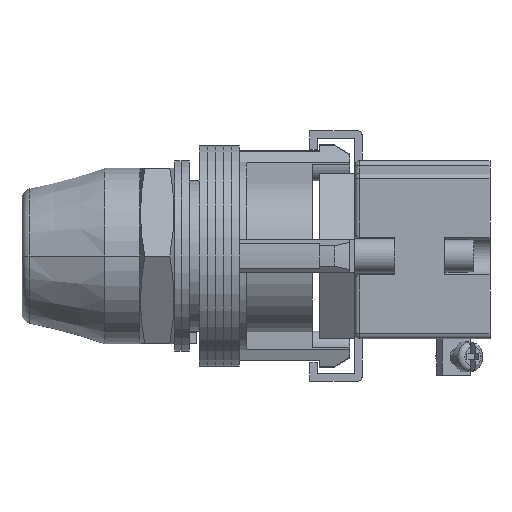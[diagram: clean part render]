
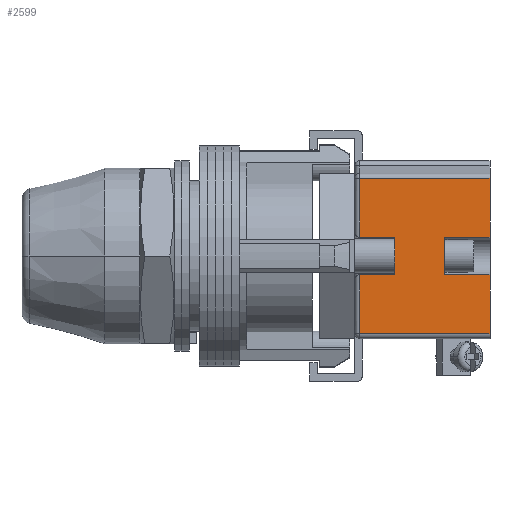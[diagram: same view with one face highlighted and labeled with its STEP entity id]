
A CAD part, left-side view. The second image highlights one B-rep face of the part: STEP entity #2599.
In plain terms, the highlighted planar face has unit normal (-1, 0, 0).
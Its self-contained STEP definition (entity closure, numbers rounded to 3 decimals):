
#131 = CARTESIAN_POINT ( 'NONE',  ( -21.25, -31.1, 0. ) ) ;
#317 = VERTEX_POINT ( 'NONE', #12378 ) ;
#397 = VECTOR ( 'NONE', #1737, 1000. ) ;
#597 = LINE ( 'NONE', #1072, #1074 ) ;
#604 = EDGE_CURVE ( 'NONE', #1865, #5044, #2197, .T. ) ;
#660 = CARTESIAN_POINT ( 'NONE',  ( -21.25, -50.1, -16.5 ) ) ;
#724 = CARTESIAN_POINT ( 'NONE',  ( -21.25, -50.1, -15.5 ) ) ;
#746 = ORIENTED_EDGE ( 'NONE', *, *, #604, .F. ) ;
#760 = CARTESIAN_POINT ( 'NONE',  ( -21.25, -41.1, 3.75 ) ) ;
#851 = LINE ( 'NONE', #3602, #8023 ) ;
#859 = EDGE_CURVE ( 'NONE', #8709, #8912, #12690, .T. ) ;
#948 = LINE ( 'NONE', #1812, #2872 ) ;
#987 = DIRECTION ( 'NONE',  ( 0., 0., -1. ) ) ;
#990 = LINE ( 'NONE', #11200, #7515 ) ;
#1072 = CARTESIAN_POINT ( 'NONE',  ( -21.25, -50.1, -15.5 ) ) ;
#1074 = VECTOR ( 'NONE', #5093, 1000. ) ;
#1519 = VERTEX_POINT ( 'NONE', #5755 ) ;
#1577 = VECTOR ( 'NONE', #11814, 1000. ) ;
#1708 = DIRECTION ( 'NONE',  ( 0., 0., -1. ) ) ;
#1737 = DIRECTION ( 'NONE',  ( 0., 0., -1. ) ) ;
#1812 = CARTESIAN_POINT ( 'NONE',  ( -21.25, -50.1, -16.5 ) ) ;
#1865 = VERTEX_POINT ( 'NONE', #2398 ) ;
#2071 = EDGE_CURVE ( 'NONE', #8882, #1519, #10701, .T. ) ;
#2086 = EDGE_CURVE ( 'NONE', #5044, #8814, #851, .T. ) ;
#2197 = LINE ( 'NONE', #3556, #1577 ) ;
#2398 = CARTESIAN_POINT ( 'NONE',  ( -21.25, -41.1, 3.75 ) ) ;
#2599 = ADVANCED_FACE ( 'NONE', ( #4815 ), #11827, .F. ) ;
#2608 = CARTESIAN_POINT ( 'NONE',  ( -21.25, -50.1, 15.5 ) ) ;
#2675 = ORIENTED_EDGE ( 'NONE', *, *, #859, .T. ) ;
#2752 = VERTEX_POINT ( 'NONE', #5246 ) ;
#2872 = VECTOR ( 'NONE', #5871, 1000. ) ;
#3336 = ORIENTED_EDGE ( 'NONE', *, *, #9437, .T. ) ;
#3347 = EDGE_CURVE ( 'NONE', #317, #9067, #13078, .T. ) ;
#3396 = AXIS2_PLACEMENT_3D ( 'NONE', #9872, #10952, #12919 ) ;
#3430 = DIRECTION ( 'NONE',  ( 0., -1., 0. ) ) ;
#3556 = CARTESIAN_POINT ( 'NONE',  ( -21.25, -41.1, 3.75 ) ) ;
#3602 = CARTESIAN_POINT ( 'NONE',  ( -21.25, -41.1, -3.75 ) ) ;
#3698 = CARTESIAN_POINT ( 'NONE',  ( -21.25, -24.1, -16.5 ) ) ;
#3714 = VERTEX_POINT ( 'NONE', #12685 ) ;
#3763 = EDGE_LOOP ( 'NONE', ( #9684, #7221, #746, #4452, #5015, #11402, #11172, #7765, #7742, #12514, #2675, #3336 ) ) ;
#4173 = VECTOR ( 'NONE', #6457, 1000. ) ;
#4452 = ORIENTED_EDGE ( 'NONE', *, *, #7202, .T. ) ;
#4546 = VECTOR ( 'NONE', #987, 1000. ) ;
#4790 = DIRECTION ( 'NONE',  ( 0., -1., 0. ) ) ;
#4815 = FACE_OUTER_BOUND ( 'NONE', #3763, .T. ) ;
#4969 = CARTESIAN_POINT ( 'NONE',  ( -21.25, -50.1, -3.75 ) ) ;
#4984 = CARTESIAN_POINT ( 'NONE',  ( -21.25, -31.1, 3.75 ) ) ;
#4990 = VECTOR ( 'NONE', #8767, 1000. ) ;
#5015 = ORIENTED_EDGE ( 'NONE', *, *, #7833, .F. ) ;
#5044 = VERTEX_POINT ( 'NONE', #5668 ) ;
#5093 = DIRECTION ( 'NONE',  ( 0., -1., 0. ) ) ;
#5095 = DIRECTION ( 'NONE',  ( 0., 1., 0. ) ) ;
#5246 = CARTESIAN_POINT ( 'NONE',  ( -21.25, -31.1, -3.75 ) ) ;
#5477 = EDGE_CURVE ( 'NONE', #2752, #317, #10426, .T. ) ;
#5668 = CARTESIAN_POINT ( 'NONE',  ( -21.25, -41.1, -3.75 ) ) ;
#5728 = EDGE_CURVE ( 'NONE', #1519, #9067, #8043, .T. ) ;
#5755 = CARTESIAN_POINT ( 'NONE',  ( -21.25, -24.1, 15.5 ) ) ;
#5871 = DIRECTION ( 'NONE',  ( 0., 0., -1. ) ) ;
#5998 = CARTESIAN_POINT ( 'NONE',  ( -21.25, -24.1, -16.5 ) ) ;
#6190 = CARTESIAN_POINT ( 'NONE',  ( -21.25, -24.1, -15.5 ) ) ;
#6457 = DIRECTION ( 'NONE',  ( 0., 1., 0. ) ) ;
#7202 = EDGE_CURVE ( 'NONE', #1865, #3714, #11164, .T. ) ;
#7221 = ORIENTED_EDGE ( 'NONE', *, *, #2086, .F. ) ;
#7515 = VECTOR ( 'NONE', #5095, 1000. ) ;
#7571 = CARTESIAN_POINT ( 'NONE',  ( -21.25, -24.1, 3.75 ) ) ;
#7742 = ORIENTED_EDGE ( 'NONE', *, *, #5477, .F. ) ;
#7765 = ORIENTED_EDGE ( 'NONE', *, *, #3347, .F. ) ;
#7833 = EDGE_CURVE ( 'NONE', #8882, #3714, #948, .T. ) ;
#8023 = VECTOR ( 'NONE', #3430, 1000. ) ;
#8043 = LINE ( 'NONE', #3698, #397 ) ;
#8328 = VECTOR ( 'NONE', #12111, 1000. ) ;
#8709 = VERTEX_POINT ( 'NONE', #10954 ) ;
#8767 = DIRECTION ( 'NONE',  ( 0., 0., 1. ) ) ;
#8799 = VERTEX_POINT ( 'NONE', #724 ) ;
#8814 = VERTEX_POINT ( 'NONE', #4969 ) ;
#8882 = VERTEX_POINT ( 'NONE', #12142 ) ;
#8912 = VERTEX_POINT ( 'NONE', #6190 ) ;
#9067 = VERTEX_POINT ( 'NONE', #7571 ) ;
#9437 = EDGE_CURVE ( 'NONE', #8912, #8799, #597, .T. ) ;
#9684 = ORIENTED_EDGE ( 'NONE', *, *, #12246, .F. ) ;
#9872 = CARTESIAN_POINT ( 'NONE',  ( -21.25, -50.1, -16.5 ) ) ;
#10190 = VECTOR ( 'NONE', #1708, 1000. ) ;
#10217 = VECTOR ( 'NONE', #4790, 1000. ) ;
#10426 = LINE ( 'NONE', #131, #4990 ) ;
#10701 = LINE ( 'NONE', #2608, #4173 ) ;
#10952 = DIRECTION ( 'NONE',  ( 1., 0., 0. ) ) ;
#10954 = CARTESIAN_POINT ( 'NONE',  ( -21.25, -24.1, -3.75 ) ) ;
#11164 = LINE ( 'NONE', #760, #10217 ) ;
#11172 = ORIENTED_EDGE ( 'NONE', *, *, #5728, .T. ) ;
#11200 = CARTESIAN_POINT ( 'NONE',  ( -21.25, -31.1, -3.75 ) ) ;
#11311 = EDGE_CURVE ( 'NONE', #2752, #8709, #990, .T. ) ;
#11402 = ORIENTED_EDGE ( 'NONE', *, *, #2071, .T. ) ;
#11814 = DIRECTION ( 'NONE',  ( 0., 0., -1. ) ) ;
#11827 = PLANE ( 'NONE',  #3396 ) ;
#12111 = DIRECTION ( 'NONE',  ( 0., 1., 0. ) ) ;
#12142 = CARTESIAN_POINT ( 'NONE',  ( -21.25, -50.1, 15.5 ) ) ;
#12246 = EDGE_CURVE ( 'NONE', #8814, #8799, #12896, .T. ) ;
#12378 = CARTESIAN_POINT ( 'NONE',  ( -21.25, -31.1, 3.75 ) ) ;
#12514 = ORIENTED_EDGE ( 'NONE', *, *, #11311, .T. ) ;
#12685 = CARTESIAN_POINT ( 'NONE',  ( -21.25, -50.1, 3.75 ) ) ;
#12690 = LINE ( 'NONE', #5998, #4546 ) ;
#12896 = LINE ( 'NONE', #660, #10190 ) ;
#12919 = DIRECTION ( 'NONE',  ( 0., 0., -1. ) ) ;
#13078 = LINE ( 'NONE', #4984, #8328 ) ;
